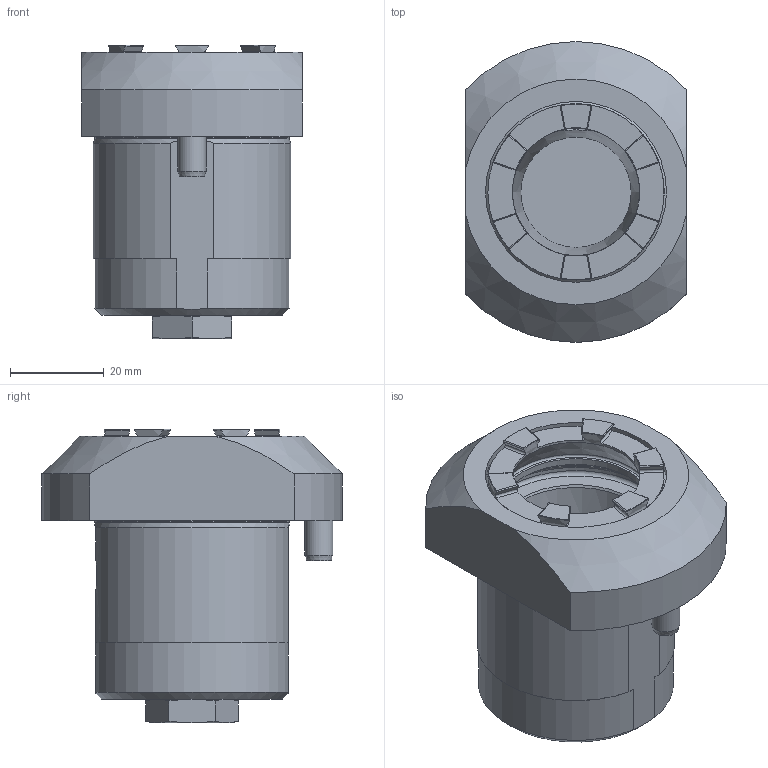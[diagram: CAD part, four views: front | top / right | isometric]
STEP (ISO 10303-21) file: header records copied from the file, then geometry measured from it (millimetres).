
FILE_DESCRIPTION(/* description */ (''),/* implementation_level */ '2;1');
FILE_NAME(/* name */ 'W9990312_A__specification_W9990312__stp.stp',/* time_stamp */ '2010-04-26T10:25:15+02:00',/* author */ (''),/* organization */ (''),/* preprocessor_version */ 'ST-DEVELOPER v11',/* originating_system */ 'UGS - NX 5.0',/* authorisation */ '');
FILE_SCHEMA (('AUTOMOTIVE_DESIGN { 1 0 10303 214 0 1 1 1 }'));
Length unit declared in the file: millimetre
Products named in the file (1): maie6685h5h7
Bounding box: 47 x 64 x 62.48 mm (x, y, z)
Surface area: 19570.9 mm2 (no closed solid volume)
Topology: 0 solids, 1 shells, 129 faces, 342 edges, 220 vertices
Faces by surface type: plane 48, cylinder 39, cone 37, torus 5
Full cylindrical faces by diameter (mm): 6 x1, 23.5 x1, 27.1 x1, 31.35 x1, 37.5 x1, 38.5 x2, 40.5 x1, 41.4 x1
Entity records: 4811 total; most frequent: CARTESIAN_POINT 1793, ORIENTED_EDGE 610, DIRECTION 574, EDGE_CURVE 305, AXIS2_PLACEMENT_3D 248, VERTEX_POINT 209, EDGE_LOOP 162, ADVANCED_FACE 129
